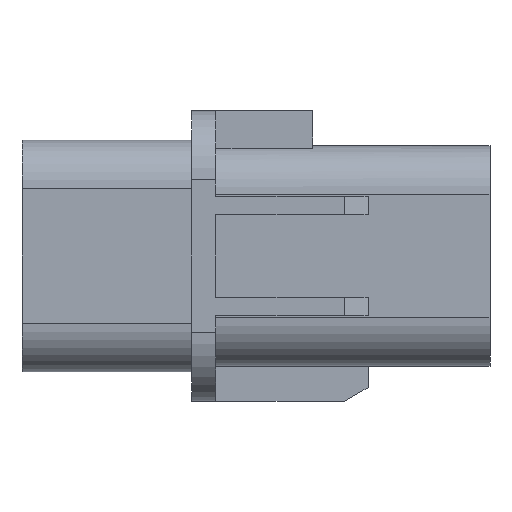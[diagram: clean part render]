
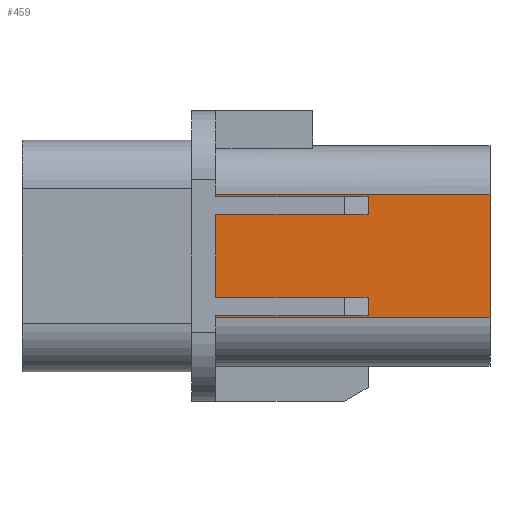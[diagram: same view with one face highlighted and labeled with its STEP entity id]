
A CAD part, left-side view. The second image highlights one B-rep face of the part: STEP entity #459.
In plain terms, the highlighted planar face has unit normal (-1, 0, 0).
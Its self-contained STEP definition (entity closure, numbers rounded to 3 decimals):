
#44 = EDGE_CURVE ( 'NONE', #5356, #5360, #647, .T. ) ;
#309 = EDGE_CURVE ( 'NONE', #5481, #5177, #959, .T. ) ;
#340 = EDGE_CURVE ( 'NONE', #5363, #5481, #986, .T. ) ;
#392 = EDGE_CURVE ( 'NONE', #5474, #5357, #1045, .T. ) ;
#444 = EDGE_CURVE ( 'NONE', #5477, #5490, #1110, .T. ) ;
#459 = ADVANCED_FACE ( 'NONE', ( #1124 ), #3027, .F. ) ;
#506 = EDGE_CURVE ( 'NONE', #5337, #5177, #1193, .T. ) ;
#525 = EDGE_CURVE ( 'NONE', #5477, #5358, #1211, .T. ) ;
#556 = EDGE_CURVE ( 'NONE', #5472, #5360, #1215, .T. ) ;
#598 = EDGE_CURVE ( 'NONE', #5337, #5474, #1238, .T. ) ;
#606 = EDGE_CURVE ( 'NONE', #5358, #5356, #1240, .T. ) ;
#613 = EDGE_CURVE ( 'NONE', #5357, #5490, #1239, .T. ) ;
#619 = EDGE_CURVE ( 'NONE', #5363, #5472, #1248, .T. ) ;
#647 = LINE ( 'NONE', #5076, #4040 ) ;
#959 = LINE ( 'NONE', #3788, #2545 ) ;
#986 = LINE ( 'NONE', #3692, #2478 ) ;
#1045 = LINE ( 'NONE', #3404, #2110 ) ;
#1110 = LINE ( 'NONE', #3084, #2343 ) ;
#1124 = FACE_OUTER_BOUND ( 'NONE', #5316, .T. ) ;
#1193 = LINE ( 'NONE', #2820, #2172 ) ;
#1211 = LINE ( 'NONE', #2766, #2138 ) ;
#1215 = LINE ( 'NONE', #3542, #2111 ) ;
#1238 = LINE ( 'NONE', #3476, #2079 ) ;
#1239 = LINE ( 'NONE', #3452, #2065 ) ;
#1240 = LINE ( 'NONE', #3466, #2075 ) ;
#1248 = LINE ( 'NONE', #3319, #2056 ) ;
#2056 = VECTOR ( 'NONE', #3318, 1000. ) ;
#2065 = VECTOR ( 'NONE', #3450, 1000. ) ;
#2075 = VECTOR ( 'NONE', #3463, 1000. ) ;
#2079 = VECTOR ( 'NONE', #3474, 1000. ) ;
#2110 = VECTOR ( 'NONE', #3403, 1000. ) ;
#2111 = VECTOR ( 'NONE', #3541, 1000. ) ;
#2138 = VECTOR ( 'NONE', #2765, 1000. ) ;
#2172 = VECTOR ( 'NONE', #2819, 1000. ) ;
#2314 = AXIS2_PLACEMENT_3D ( 'NONE', #3026, #3025, #3024 ) ;
#2343 = VECTOR ( 'NONE', #3083, 1000. ) ;
#2478 = VECTOR ( 'NONE', #3691, 1000. ) ;
#2545 = VECTOR ( 'NONE', #3787, 1000. ) ;
#2765 = DIRECTION ( 'NONE',  ( 0., -1., 0. ) ) ;
#2766 = CARTESIAN_POINT ( 'NONE',  ( -7.95, -19.8, 2.98 ) ) ;
#2819 = DIRECTION ( 'NONE',  ( 0., 0., -1. ) ) ;
#2820 = CARTESIAN_POINT ( 'NONE',  ( -7.95, 0., 4.45 ) ) ;
#3024 = DIRECTION ( 'NONE',  ( 0., 0., -1. ) ) ;
#3025 = DIRECTION ( 'NONE',  ( 1., 0., 0. ) ) ;
#3026 = CARTESIAN_POINT ( 'NONE',  ( -7.95, -19.8, 4.45 ) ) ;
#3027 = PLANE ( 'NONE',  #2314 ) ;
#3083 = DIRECTION ( 'NONE',  ( 0., 0., -1. ) ) ;
#3084 = CARTESIAN_POINT ( 'NONE',  ( -7.95, 0., 4.45 ) ) ;
#3318 = DIRECTION ( 'NONE',  ( 0., 1., 0. ) ) ;
#3319 = CARTESIAN_POINT ( 'NONE',  ( -7.95, -19.8, 4.45 ) ) ;
#3403 = DIRECTION ( 'NONE',  ( 0., 0., 1. ) ) ;
#3404 = CARTESIAN_POINT ( 'NONE',  ( -7.95, -11., 4.45 ) ) ;
#3450 = DIRECTION ( 'NONE',  ( 0., 1., 0. ) ) ;
#3452 = CARTESIAN_POINT ( 'NONE',  ( -7.95, -19.8, -2.98 ) ) ;
#3463 = DIRECTION ( 'NONE',  ( 0., 0., 1. ) ) ;
#3466 = CARTESIAN_POINT ( 'NONE',  ( -7.95, -11., 4.45 ) ) ;
#3474 = DIRECTION ( 'NONE',  ( 0., -1., 0. ) ) ;
#3476 = CARTESIAN_POINT ( 'NONE',  ( -7.95, -19.8, -4.3 ) ) ;
#3541 = DIRECTION ( 'NONE',  ( 0., 0., -1. ) ) ;
#3542 = CARTESIAN_POINT ( 'NONE',  ( -7.95, 0., 4.45 ) ) ;
#3691 = DIRECTION ( 'NONE',  ( 0., 0., -1. ) ) ;
#3692 = CARTESIAN_POINT ( 'NONE',  ( -7.95, -19.8, 4.45 ) ) ;
#3787 = DIRECTION ( 'NONE',  ( 0., 1., 0. ) ) ;
#3788 = CARTESIAN_POINT ( 'NONE',  ( -7.95, -19.8, -4.45 ) ) ;
#4040 = VECTOR ( 'NONE', #5075, 1000. ) ;
#5075 = DIRECTION ( 'NONE',  ( 0., 1., 0. ) ) ;
#5076 = CARTESIAN_POINT ( 'NONE',  ( -7.95, -19.8, 4.3 ) ) ;
#5177 = VERTEX_POINT ( 'NONE', #5718 ) ;
#5316 = EDGE_LOOP ( 'NONE', ( #5558, #5560, #5559, #5562, #5561, #5563, #5564, #5565, #5566, #5567, #5568, #5570 ) ) ;
#5337 = VERTEX_POINT ( 'NONE', #5902 ) ;
#5356 = VERTEX_POINT ( 'NONE', #5910 ) ;
#5357 = VERTEX_POINT ( 'NONE', #5834 ) ;
#5358 = VERTEX_POINT ( 'NONE', #5907 ) ;
#5360 = VERTEX_POINT ( 'NONE', #5917 ) ;
#5363 = VERTEX_POINT ( 'NONE', #5814 ) ;
#5472 = VERTEX_POINT ( 'NONE', #5914 ) ;
#5474 = VERTEX_POINT ( 'NONE', #5897 ) ;
#5477 = VERTEX_POINT ( 'NONE', #5891 ) ;
#5481 = VERTEX_POINT ( 'NONE', #5886 ) ;
#5490 = VERTEX_POINT ( 'NONE', #5871 ) ;
#5558 = ORIENTED_EDGE ( 'NONE', *, *, #598, .F. ) ;
#5559 = ORIENTED_EDGE ( 'NONE', *, *, #309, .F. ) ;
#5560 = ORIENTED_EDGE ( 'NONE', *, *, #506, .T. ) ;
#5561 = ORIENTED_EDGE ( 'NONE', *, *, #619, .T. ) ;
#5562 = ORIENTED_EDGE ( 'NONE', *, *, #340, .F. ) ;
#5563 = ORIENTED_EDGE ( 'NONE', *, *, #556, .T. ) ;
#5564 = ORIENTED_EDGE ( 'NONE', *, *, #44, .F. ) ;
#5565 = ORIENTED_EDGE ( 'NONE', *, *, #606, .F. ) ;
#5566 = ORIENTED_EDGE ( 'NONE', *, *, #525, .F. ) ;
#5567 = ORIENTED_EDGE ( 'NONE', *, *, #444, .T. ) ;
#5568 = ORIENTED_EDGE ( 'NONE', *, *, #613, .F. ) ;
#5570 = ORIENTED_EDGE ( 'NONE', *, *, #392, .F. ) ;
#5718 = CARTESIAN_POINT ( 'NONE',  ( -7.95, 0., -4.45 ) ) ;
#5814 = CARTESIAN_POINT ( 'NONE',  ( -7.95, -19.8, 4.45 ) ) ;
#5834 = CARTESIAN_POINT ( 'NONE',  ( -7.95, -11., -2.98 ) ) ;
#5871 = CARTESIAN_POINT ( 'NONE',  ( -7.95, 0., -2.98 ) ) ;
#5886 = CARTESIAN_POINT ( 'NONE',  ( -7.95, -19.8, -4.45 ) ) ;
#5891 = CARTESIAN_POINT ( 'NONE',  ( -7.95, 0., 2.98 ) ) ;
#5897 = CARTESIAN_POINT ( 'NONE',  ( -7.95, -11., -4.3 ) ) ;
#5902 = CARTESIAN_POINT ( 'NONE',  ( -7.95, 0., -4.3 ) ) ;
#5907 = CARTESIAN_POINT ( 'NONE',  ( -7.95, -11., 2.98 ) ) ;
#5910 = CARTESIAN_POINT ( 'NONE',  ( -7.95, -11., 4.3 ) ) ;
#5914 = CARTESIAN_POINT ( 'NONE',  ( -7.95, 0., 4.45 ) ) ;
#5917 = CARTESIAN_POINT ( 'NONE',  ( -7.95, 0., 4.3 ) ) ;
